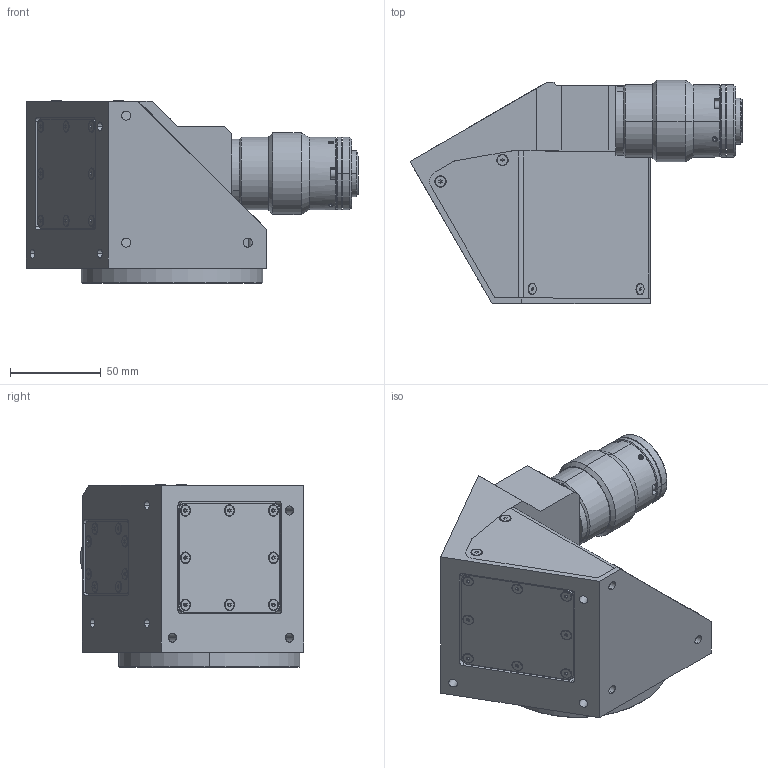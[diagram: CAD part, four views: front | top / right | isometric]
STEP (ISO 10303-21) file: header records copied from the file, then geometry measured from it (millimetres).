
FILE_DESCRIPTION (( 'STEP AP203' ), '1' );
FILE_NAME ('DP23963_TCCR2M064-C.step', '2021-10-15T12:09:14', ( '' ), ( '' ), 'SwSTEP 2.0', 'SolidWorks 2021', '' );
FILE_SCHEMA (( 'CONFIG_CONTROL_DESIGN' ));
Length unit declared in the file: millimetre
Products named in the file (1): DP23963_TCCR2M064-C
Bounding box: 182.96 x 123 x 100.82 mm (x, y, z)
Surface area: 88962.7 mm2 (no closed solid volume)
Topology: 0 solids, 60 shells, 437 faces, 1398 edges, 977 vertices
Faces by surface type: plane 197, cylinder 120, cone 114, torus 4, sphere 2
Entity records: 15238 total; most frequent: CARTESIAN_POINT 2931, DIRECTION 2695, ORIENTED_EDGE 2081, EDGE_CURVE 1354, VERTEX_POINT 977, AXIS2_PLACEMENT_3D 925, LINE 845, VECTOR 845
